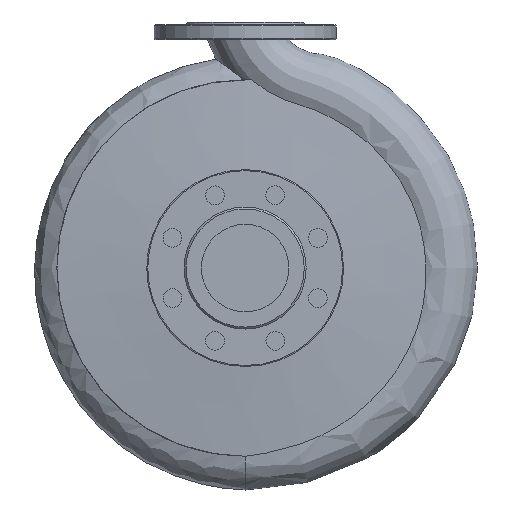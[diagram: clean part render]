
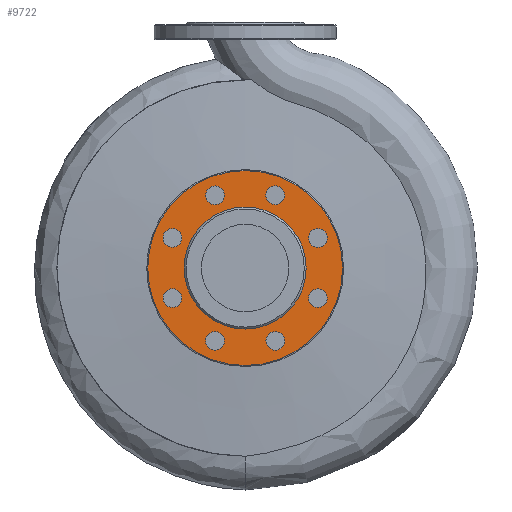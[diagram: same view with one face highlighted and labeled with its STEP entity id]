
A CAD part, left-side view. The second image highlights one B-rep face of the part: STEP entity #9722.
In plain terms, the highlighted planar face has unit normal (-1, 0, 0).
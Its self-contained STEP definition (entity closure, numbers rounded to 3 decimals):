
#332=FACE_BOUND('',#2033,.T.);
#333=FACE_BOUND('',#2034,.T.);
#334=FACE_BOUND('',#2035,.T.);
#335=FACE_BOUND('',#2036,.T.);
#336=FACE_BOUND('',#2037,.T.);
#337=FACE_BOUND('',#2038,.T.);
#338=FACE_BOUND('',#2039,.T.);
#339=FACE_BOUND('',#2040,.T.);
#340=FACE_BOUND('',#2041,.T.);
#502=CIRCLE('',#10414,9.5);
#504=CIRCLE('',#10417,9.5);
#506=CIRCLE('',#10420,9.5);
#508=CIRCLE('',#10423,9.5);
#510=CIRCLE('',#10426,9.5);
#512=CIRCLE('',#10429,9.5);
#514=CIRCLE('',#10432,9.5);
#516=CIRCLE('',#10435,9.5);
#517=CIRCLE('',#10437,62.);
#519=CIRCLE('',#10440,99.);
#964=PLANE('',#10439);
#1373=FACE_OUTER_BOUND('',#2032,.T.);
#2032=EDGE_LOOP('',(#7577));
#2033=EDGE_LOOP('',(#7578));
#2034=EDGE_LOOP('',(#7579));
#2035=EDGE_LOOP('',(#7580));
#2036=EDGE_LOOP('',(#7581));
#2037=EDGE_LOOP('',(#7582));
#2038=EDGE_LOOP('',(#7583));
#2039=EDGE_LOOP('',(#7584));
#2040=EDGE_LOOP('',(#7585));
#2041=EDGE_LOOP('',(#7586));
#4586=VERTEX_POINT('',#15749);
#4588=VERTEX_POINT('',#15754);
#4590=VERTEX_POINT('',#15759);
#4592=VERTEX_POINT('',#15764);
#4594=VERTEX_POINT('',#15769);
#4596=VERTEX_POINT('',#15774);
#4598=VERTEX_POINT('',#15779);
#4600=VERTEX_POINT('',#15784);
#4601=VERTEX_POINT('',#15787);
#4603=VERTEX_POINT('',#15792);
#5685=EDGE_CURVE('',#4586,#4586,#502,.T.);
#5687=EDGE_CURVE('',#4588,#4588,#504,.T.);
#5689=EDGE_CURVE('',#4590,#4590,#506,.T.);
#5691=EDGE_CURVE('',#4592,#4592,#508,.T.);
#5693=EDGE_CURVE('',#4594,#4594,#510,.T.);
#5695=EDGE_CURVE('',#4596,#4596,#512,.T.);
#5697=EDGE_CURVE('',#4598,#4598,#514,.T.);
#5699=EDGE_CURVE('',#4600,#4600,#516,.T.);
#5700=EDGE_CURVE('',#4601,#4601,#517,.T.);
#5702=EDGE_CURVE('',#4603,#4603,#519,.T.);
#7577=ORIENTED_EDGE('',*,*,#5702,.T.);
#7578=ORIENTED_EDGE('',*,*,#5685,.F.);
#7579=ORIENTED_EDGE('',*,*,#5687,.F.);
#7580=ORIENTED_EDGE('',*,*,#5689,.F.);
#7581=ORIENTED_EDGE('',*,*,#5691,.F.);
#7582=ORIENTED_EDGE('',*,*,#5693,.F.);
#7583=ORIENTED_EDGE('',*,*,#5695,.F.);
#7584=ORIENTED_EDGE('',*,*,#5697,.F.);
#7585=ORIENTED_EDGE('',*,*,#5699,.F.);
#7586=ORIENTED_EDGE('',*,*,#5700,.F.);
#9722=ADVANCED_FACE('',(#1373,#332,#333,#334,#335,#336,#337,#338,#339,#340),
#964,.F.);
#10414=AXIS2_PLACEMENT_3D('',#15750,#12059,#12060);
#10417=AXIS2_PLACEMENT_3D('',#15755,#12065,#12066);
#10420=AXIS2_PLACEMENT_3D('',#15760,#12071,#12072);
#10423=AXIS2_PLACEMENT_3D('',#15765,#12077,#12078);
#10426=AXIS2_PLACEMENT_3D('',#15770,#12083,#12084);
#10429=AXIS2_PLACEMENT_3D('',#15775,#12089,#12090);
#10432=AXIS2_PLACEMENT_3D('',#15780,#12095,#12096);
#10435=AXIS2_PLACEMENT_3D('',#15785,#12101,#12102);
#10437=AXIS2_PLACEMENT_3D('',#15788,#12105,#12106);
#10439=AXIS2_PLACEMENT_3D('',#15791,#12109,#12110);
#10440=AXIS2_PLACEMENT_3D('',#15793,#12111,#12112);
#12059=DIRECTION('center_axis',(-1.,0.,0.));
#12060=DIRECTION('ref_axis',(0.,0.707,-0.707));
#12065=DIRECTION('center_axis',(-1.,0.,0.));
#12066=DIRECTION('ref_axis',(0.,1.,0.));
#12071=DIRECTION('center_axis',(-1.,0.,0.));
#12072=DIRECTION('ref_axis',(0.,0.707,0.707));
#12077=DIRECTION('center_axis',(-1.,0.,0.));
#12078=DIRECTION('ref_axis',(0.,0.,
1.));
#12083=DIRECTION('center_axis',(-1.,0.,0.));
#12084=DIRECTION('ref_axis',(0.,-0.707,0.707));
#12089=DIRECTION('center_axis',(-1.,0.,0.));
#12090=DIRECTION('ref_axis',(0.,-1.,0.));
#12095=DIRECTION('center_axis',(-1.,0.,0.));
#12096=DIRECTION('ref_axis',(0.,-0.707,-0.707));
#12101=DIRECTION('center_axis',(-1.,0.,0.));
#12102=DIRECTION('ref_axis',(0.,0.,-1.));
#12105=DIRECTION('center_axis',(-1.,0.,0.));
#12106=DIRECTION('ref_axis',(0.,-1.,0.));
#12109=DIRECTION('center_axis',(1.,0.,0.));
#12110=DIRECTION('ref_axis',(0.,0.,1.));
#12111=DIRECTION('center_axis',(-1.,0.,0.));
#12112=DIRECTION('ref_axis',(0.,-1.,0.));
#15749=CARTESIAN_POINT('',(-98.,-80.628,108.103));
#15750=CARTESIAN_POINT('Origin',(-98.,-73.91,101.385));
#15754=CARTESIAN_POINT('',(-98.,-40.115,58.09));
#15755=CARTESIAN_POINT('Origin',(-98.,-30.615,58.09));
#15759=CARTESIAN_POINT('',(-98.,23.897,51.372));
#15760=CARTESIAN_POINT('Origin',(-98.,30.615,58.09));
#15764=CARTESIAN_POINT('',(-98.,73.91,91.885));
#15765=CARTESIAN_POINT('Origin',(-98.,73.91,101.385));
#15769=CARTESIAN_POINT('',(-98.,80.628,155.897));
#15770=CARTESIAN_POINT('Origin',(-98.,73.91,162.615));
#15774=CARTESIAN_POINT('',(-98.,40.115,205.91));
#15775=CARTESIAN_POINT('Origin',(-98.,30.615,205.91));
#15779=CARTESIAN_POINT('',(-98.,-23.897,212.628));
#15780=CARTESIAN_POINT('Origin',(-98.,-30.615,205.91));
#15784=CARTESIAN_POINT('',(-98.,-73.91,172.115));
#15785=CARTESIAN_POINT('Origin',(-98.,-73.91,162.615));
#15787=CARTESIAN_POINT('',(-98.,-62.,132.));
#15788=CARTESIAN_POINT('Origin',(-98.,0.,132.));
#15791=CARTESIAN_POINT('Origin',(-98.,-80.5,132.));
#15792=CARTESIAN_POINT('',(-98.,-99.,132.));
#15793=CARTESIAN_POINT('Origin',(-98.,0.,132.));
